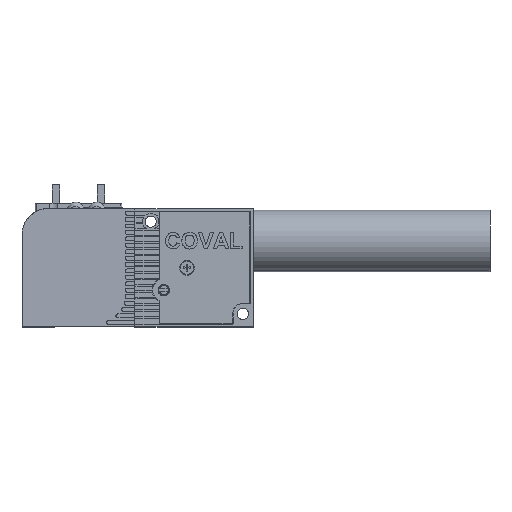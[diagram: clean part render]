
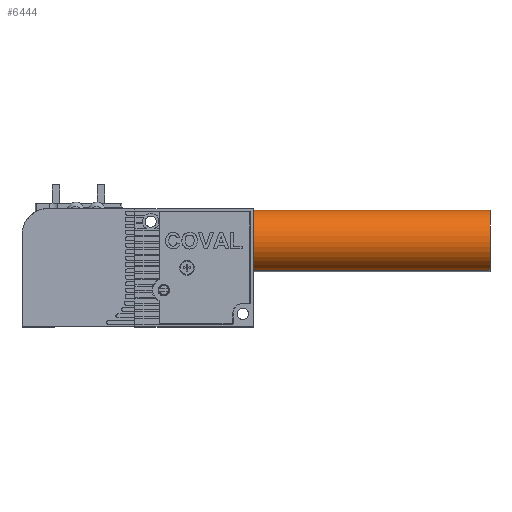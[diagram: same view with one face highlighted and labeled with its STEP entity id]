
A CAD part, top view. The second image highlights one B-rep face of the part: STEP entity #6444.
In plain terms, the highlighted cylindrical face has radius 11.75 mm (diameter 23.5 mm), a partial arc.
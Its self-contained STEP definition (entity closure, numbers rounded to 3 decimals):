
#6444=ADVANCED_FACE('',(#12997),#12998,.T.);
#12997=FACE_OUTER_BOUND('',#38911,.T.);
#12998=CYLINDRICAL_SURFACE('',#38912,11.75);
#38911=EDGE_LOOP('',(#57296,#57297,#57298,#57299));
#38912=AXIS2_PLACEMENT_3D('',#57300,#57301,#57302);
#57296=ORIENTED_EDGE('',*,*,#64751,.T.);
#57297=ORIENTED_EDGE('',*,*,#64752,.T.);
#57298=ORIENTED_EDGE('',*,*,#64753,.F.);
#57299=ORIENTED_EDGE('',*,*,#64754,.F.);
#57300=CARTESIAN_POINT('',(30.9,0.,0.));
#57301=DIRECTION('',(-1.0,0.,0.));
#57302=DIRECTION('',(0.,-0.948,0.32));
#64751=EDGE_CURVE('',#75473,#75474,#75475,.T.);
#64752=EDGE_CURVE('',#75474,#75476,#75477,.T.);
#64753=EDGE_CURVE('',#75478,#75476,#75479,.T.);
#64754=EDGE_CURVE('',#75473,#75478,#75480,.T.);
#75473=VERTEX_POINT('',#95616);
#75474=VERTEX_POINT('',#95617);
#75475=CIRCLE('',#95618,11.75);
#75476=VERTEX_POINT('',#95619);
#75477=LINE('',#95620,#95621);
#75478=VERTEX_POINT('',#95622);
#75479=CIRCLE('',#95623,11.75);
#75480=LINE('',#95624,#95625);
#95616=CARTESIAN_POINT('',(134.9,-11.133,3.757));
#95617=CARTESIAN_POINT('',(134.9,11.133,-3.757));
#95618=AXIS2_PLACEMENT_3D('',#103038,#103039,#103040);
#95619=CARTESIAN_POINT('',(45.0,11.133,-3.757));
#95620=CARTESIAN_POINT('',(30.9,11.133,-3.757));
#95621=VECTOR('',#103041,1000.0);
#95622=CARTESIAN_POINT('',(45.0,-11.133,3.757));
#95623=AXIS2_PLACEMENT_3D('',#103042,#103043,#103044);
#95624=CARTESIAN_POINT('',(30.9,-11.133,3.757));
#95625=VECTOR('',#103045,1000.0);
#103038=CARTESIAN_POINT('',(134.9,0.,0.));
#103039=DIRECTION('',(-1.0,0.,0.));
#103040=DIRECTION('',(0.,-0.948,0.32));
#103041=DIRECTION('',(-1.0,0.,0.));
#103042=CARTESIAN_POINT('',(45.0,0.0,0.0));
#103043=DIRECTION('',(-1.0,0.,0.));
#103044=DIRECTION('',(0.,-0.948,0.32));
#103045=DIRECTION('',(-1.0,0.,0.));
